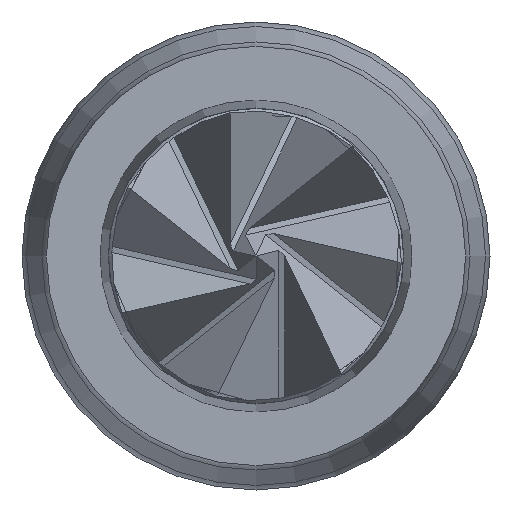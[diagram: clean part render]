
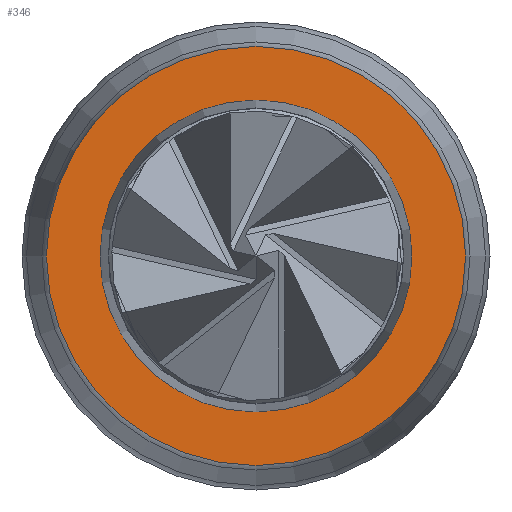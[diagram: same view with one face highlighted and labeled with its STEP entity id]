
A CAD part, left-side view. The second image highlights one B-rep face of the part: STEP entity #346.
In plain terms, the highlighted planar face has unit normal (-1, 0, 0).
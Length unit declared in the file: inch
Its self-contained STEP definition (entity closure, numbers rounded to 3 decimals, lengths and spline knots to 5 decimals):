
#71 = CIRCLE ( 'NONE', #1352, 0.01339 ) ;
#120 = DIRECTION ( 'NONE',  ( 0., 0., -1. ) ) ;
#125 = PLANE ( 'NONE',  #416 ) ;
#181 = EDGE_CURVE ( 'NONE', #673, #673, #71, .T. ) ;
#205 = CARTESIAN_POINT ( 'NONE',  ( 0., 0., -0.018 ) ) ;
#217 = DIRECTION ( 'NONE',  ( -1., 0., 0. ) ) ;
#325 = CARTESIAN_POINT ( 'NONE',  ( 0., 0., 0. ) ) ;
#346 = ADVANCED_FACE ( 'NONE', ( #727, #1491 ), #125, .T. ) ;
#416 = AXIS2_PLACEMENT_3D ( 'NONE', #1398, #1553, #120 ) ;
#471 = DIRECTION ( 'NONE',  ( -1., 0., 0. ) ) ;
#476 = CARTESIAN_POINT ( 'NONE',  ( 0., 0., 0. ) ) ;
#673 = VERTEX_POINT ( 'NONE', #816 ) ;
#698 = VERTEX_POINT ( 'NONE', #205 ) ;
#727 = FACE_BOUND ( 'NONE', #738, .T. ) ;
#738 = EDGE_LOOP ( 'NONE', ( #855 ) ) ;
#816 = CARTESIAN_POINT ( 'NONE',  ( 0., -0.01339, 0. ) ) ;
#855 = ORIENTED_EDGE ( 'NONE', *, *, #181, .F. ) ;
#914 = DIRECTION ( 'NONE',  ( 0., -1., 0. ) ) ;
#1085 = EDGE_LOOP ( 'NONE', ( #1245 ) ) ;
#1176 = CIRCLE ( 'NONE', #1625, 0.018 ) ;
#1245 = ORIENTED_EDGE ( 'NONE', *, *, #1748, .T. ) ;
#1352 = AXIS2_PLACEMENT_3D ( 'NONE', #476, #217, #914 ) ;
#1398 = CARTESIAN_POINT ( 'NONE',  ( 0., -0.018, 0. ) ) ;
#1489 = DIRECTION ( 'NONE',  ( 0., 0., -1. ) ) ;
#1491 = FACE_OUTER_BOUND ( 'NONE', #1085, .T. ) ;
#1553 = DIRECTION ( 'NONE',  ( -1., 0., 0. ) ) ;
#1625 = AXIS2_PLACEMENT_3D ( 'NONE', #325, #471, #1489 ) ;
#1748 = EDGE_CURVE ( 'NONE', #698, #698, #1176, .T. ) ;
